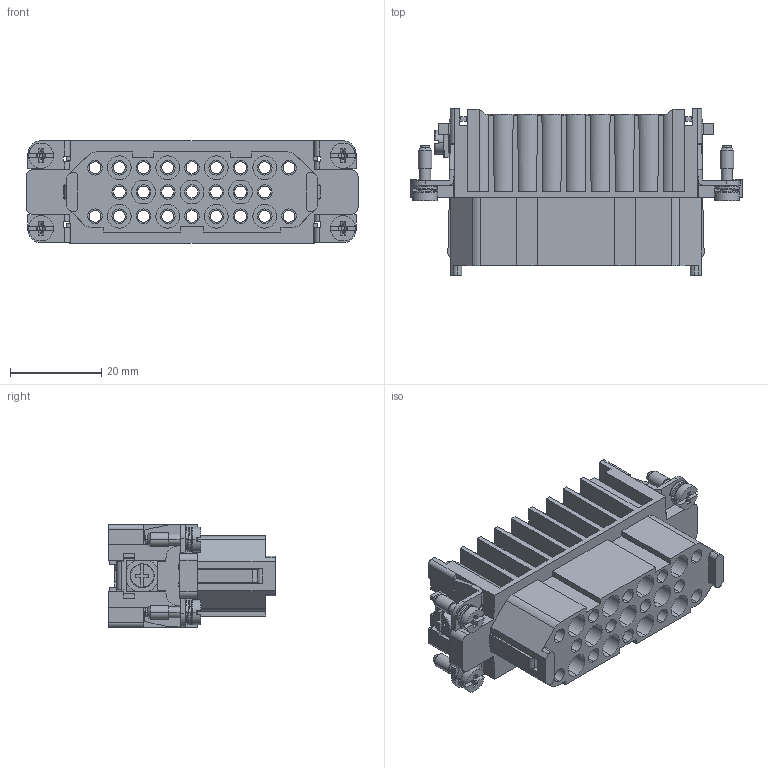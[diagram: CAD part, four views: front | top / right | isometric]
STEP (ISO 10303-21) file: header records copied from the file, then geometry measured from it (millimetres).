
FILE_DESCRIPTION (( 'STEP AP203' ), '1' );
FILE_NAME ('294223025.step', '2025-02-12T17:55:41', ( '' ), ( '' ), 'SwSTEP 2.0', 'SolidWorks 2024', '' );
FILE_SCHEMA (( 'CONFIG_CONTROL_DESIGN' ));
Length unit declared in the file: inch
Products named in the file (1): 294223025
Bounding box: 72.6 x 36.4 x 22.5 mm (x, y, z)
Volume: 21175.1 mm3; surface area: 24539.6 mm2
Topology: 13 solids, 13 shells, 1133 faces, 3093 edges, 2024 vertices
Faces by surface type: plane 562, cylinder 420, cone 122, bspline 29
Entity records: 37809 total; most frequent: CARTESIAN_POINT 8657, ORIENTED_EDGE 6186, DIRECTION 6082, EDGE_CURVE 3093, AXIS2_PLACEMENT_3D 2093, VERTEX_POINT 2024, VECTOR 1896, LINE 1896
